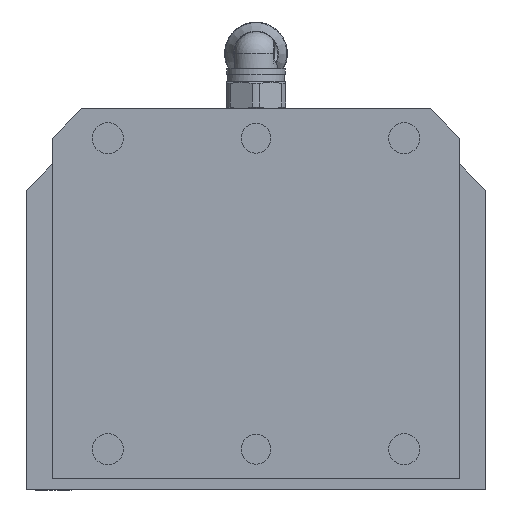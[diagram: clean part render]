
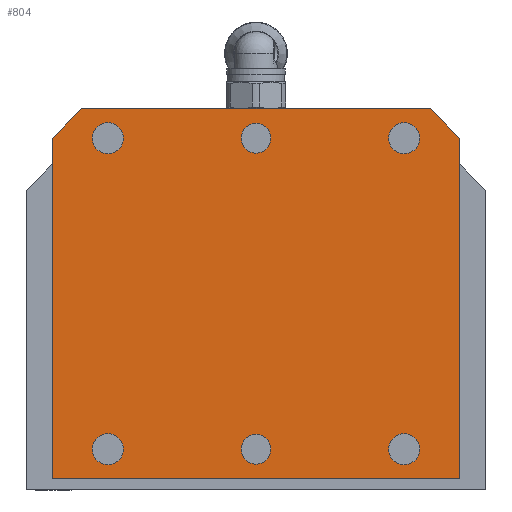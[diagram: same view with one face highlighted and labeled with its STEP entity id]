
A CAD part, left-side view. The second image highlights one B-rep face of the part: STEP entity #804.
In plain terms, the highlighted planar face has unit normal (-1, 0, 0).
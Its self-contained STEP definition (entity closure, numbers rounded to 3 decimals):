
#804 = ADVANCED_FACE( '', ( #1749, #1750, #1751, #1752, #1753, #1754, #1755 ), #1756, .F. );
#1749 = FACE_BOUND( '', #2715, .T. );
#1750 = FACE_BOUND( '', #2716, .T. );
#1751 = FACE_BOUND( '', #2717, .T. );
#1752 = FACE_BOUND( '', #2718, .T. );
#1753 = FACE_BOUND( '', #2719, .T. );
#1754 = FACE_BOUND( '', #2720, .T. );
#1755 = FACE_OUTER_BOUND( '', #2721, .T. );
#1756 = PLANE( '', #2722 );
#2715 = EDGE_LOOP( '', ( #4788 ) );
#2716 = EDGE_LOOP( '', ( #4789 ) );
#2717 = EDGE_LOOP( '', ( #4790 ) );
#2718 = EDGE_LOOP( '', ( #4791 ) );
#2719 = EDGE_LOOP( '', ( #4792 ) );
#2720 = EDGE_LOOP( '', ( #4793 ) );
#2721 = EDGE_LOOP( '', ( #4794, #4795, #4796, #4797, #4798, #4799 ) );
#2722 = AXIS2_PLACEMENT_3D( '', #4800, #4801, #4802 );
#4788 = ORIENTED_EDGE( '', *, *, #5371, .T. );
#4789 = ORIENTED_EDGE( '', *, *, #5661, .T. );
#4790 = ORIENTED_EDGE( '', *, *, #5309, .T. );
#4791 = ORIENTED_EDGE( '', *, *, #5476, .T. );
#4792 = ORIENTED_EDGE( '', *, *, #5576, .T. );
#4793 = ORIENTED_EDGE( '', *, *, #5324, .T. );
#4794 = ORIENTED_EDGE( '', *, *, #5674, .F. );
#4795 = ORIENTED_EDGE( '', *, *, #5523, .F. );
#4796 = ORIENTED_EDGE( '', *, *, #4898, .F. );
#4797 = ORIENTED_EDGE( '', *, *, #5345, .F. );
#4798 = ORIENTED_EDGE( '', *, *, #5474, .F. );
#4799 = ORIENTED_EDGE( '', *, *, #5450, .F. );
#4800 = CARTESIAN_POINT( '', ( -75., 0., 75. ) );
#4801 = DIRECTION( '', ( 1., 0., 0. ) );
#4802 = DIRECTION( '', ( 0., 0., 1. ) );
#4898 = EDGE_CURVE( '', #5699, #5700, #5701, .T. );
#5309 = EDGE_CURVE( '', #6377, #6377, #6378, .T. );
#5324 = EDGE_CURVE( '', #6399, #6399, #6400, .T. );
#5345 = EDGE_CURVE( '', #6432, #5699, #6433, .T. );
#5371 = EDGE_CURVE( '', #6469, #6469, #6470, .T. );
#5450 = EDGE_CURVE( '', #6578, #6579, #6580, .T. );
#5474 = EDGE_CURVE( '', #6579, #6432, #6608, .T. );
#5476 = EDGE_CURVE( '', #6610, #6610, #6611, .T. );
#5523 = EDGE_CURVE( '', #5700, #6669, #6670, .T. );
#5576 = EDGE_CURVE( '', #6735, #6735, #6736, .T. );
#5661 = EDGE_CURVE( '', #6833, #6833, #6834, .T. );
#5674 = EDGE_CURVE( '', #6669, #6578, #6846, .T. );
#5699 = VERTEX_POINT( '', #6870 );
#5700 = VERTEX_POINT( '', #6871 );
#5701 = LINE( '', #6872, #6873 );
#6377 = VERTEX_POINT( '', #7864 );
#6378 = CIRCLE( '', #7865, 2.1 );
#6399 = VERTEX_POINT( '', #7893 );
#6400 = CIRCLE( '', #7894, 2.01 );
#6432 = VERTEX_POINT( '', #7928 );
#6433 = LINE( '', #7929, #7930 );
#6469 = VERTEX_POINT( '', #7977 );
#6470 = CIRCLE( '', #7978, 2.1 );
#6578 = VERTEX_POINT( '', #8139 );
#6579 = VERTEX_POINT( '', #8140 );
#6580 = LINE( '', #8141, #8142 );
#6608 = LINE( '', #8184, #8185 );
#6610 = VERTEX_POINT( '', #8187 );
#6611 = CIRCLE( '', #8188, 2.1 );
#6669 = VERTEX_POINT( '', #8264 );
#6670 = LINE( '', #8265, #8266 );
#6735 = VERTEX_POINT( '', #8386 );
#6736 = CIRCLE( '', #8387, 2.01 );
#6833 = VERTEX_POINT( '', #8508 );
#6834 = CIRCLE( '', #8509, 2.1 );
#6846 = LINE( '', #8523, #8524 );
#6870 = CARTESIAN_POINT( '', ( -75., -27.5, 1.5 ) );
#6871 = CARTESIAN_POINT( '', ( -75., 27.5, 1.5 ) );
#6872 = CARTESIAN_POINT( '', ( -75., -27.5, 1.5 ) );
#6873 = VECTOR( '', #8547, 1000. );
#7864 = CARTESIAN_POINT( '', ( -75., 22.1, 47.5 ) );
#7865 = AXIS2_PLACEMENT_3D( '', #9046, #9047, #9048 );
#7893 = CARTESIAN_POINT( '', ( -75., 2.01, 47.5 ) );
#7894 = AXIS2_PLACEMENT_3D( '', #9069, #9070, #9071 );
#7928 = CARTESIAN_POINT( '', ( -75., -27.5, 47.5 ) );
#7929 = CARTESIAN_POINT( '', ( -75., -27.5, 47.5 ) );
#7930 = VECTOR( '', #9110, 1000. );
#7977 = CARTESIAN_POINT( '', ( -75., 22.1, 5.5 ) );
#7978 = AXIS2_PLACEMENT_3D( '', #9137, #9138, #9139 );
#8139 = CARTESIAN_POINT( '', ( -75., 23.5, 51.5 ) );
#8140 = CARTESIAN_POINT( '', ( -75., -23.5, 51.5 ) );
#8141 = CARTESIAN_POINT( '', ( -75., 23.5, 51.5 ) );
#8142 = VECTOR( '', #9219, 1000. );
#8184 = CARTESIAN_POINT( '', ( -75., -23.5, 51.5 ) );
#8185 = VECTOR( '', #9238, 1000. );
#8187 = CARTESIAN_POINT( '', ( -75., -17.9, 47.5 ) );
#8188 = AXIS2_PLACEMENT_3D( '', #9239, #9240, #9241 );
#8264 = CARTESIAN_POINT( '', ( -75., 27.5, 47.5 ) );
#8265 = CARTESIAN_POINT( '', ( -75., 27.5, 1.5 ) );
#8266 = VECTOR( '', #9282, 1000. );
#8386 = CARTESIAN_POINT( '', ( -75., 2.01, 5.5 ) );
#8387 = AXIS2_PLACEMENT_3D( '', #9327, #9328, #9329 );
#8508 = CARTESIAN_POINT( '', ( -75., -17.9, 5.5 ) );
#8509 = AXIS2_PLACEMENT_3D( '', #9395, #9396, #9397 );
#8523 = CARTESIAN_POINT( '', ( -75., 27.5, 47.5 ) );
#8524 = VECTOR( '', #9400, 1000. );
#8547 = DIRECTION( '', ( 0., 1., 0. ) );
#9046 = CARTESIAN_POINT( '', ( -75., 20., 47.5 ) );
#9047 = DIRECTION( '', ( 1., 0., 0. ) );
#9048 = DIRECTION( '', ( 0., 1., 0. ) );
#9069 = CARTESIAN_POINT( '', ( -75., 0., 47.5 ) );
#9070 = DIRECTION( '', ( 1., 0., 0. ) );
#9071 = DIRECTION( '', ( 0., 1., 0. ) );
#9110 = DIRECTION( '', ( 0., 0., -1. ) );
#9137 = CARTESIAN_POINT( '', ( -75., 20., 5.5 ) );
#9138 = DIRECTION( '', ( 1., 0., 0. ) );
#9139 = DIRECTION( '', ( 0., 1., 0. ) );
#9219 = DIRECTION( '', ( 0., -1., 0. ) );
#9238 = DIRECTION( '', ( 0., -0.707, -0.707 ) );
#9239 = CARTESIAN_POINT( '', ( -75., -20., 47.5 ) );
#9240 = DIRECTION( '', ( 1., 0., 0. ) );
#9241 = DIRECTION( '', ( 0., 1., 0. ) );
#9282 = DIRECTION( '', ( 0., 0., 1. ) );
#9327 = CARTESIAN_POINT( '', ( -75., 0., 5.5 ) );
#9328 = DIRECTION( '', ( 1., 0., 0. ) );
#9329 = DIRECTION( '', ( 0., 1., 0. ) );
#9395 = CARTESIAN_POINT( '', ( -75., -20., 5.5 ) );
#9396 = DIRECTION( '', ( 1., 0., 0. ) );
#9397 = DIRECTION( '', ( 0., 1., 0. ) );
#9400 = DIRECTION( '', ( 0., -0.707, 0.707 ) );
